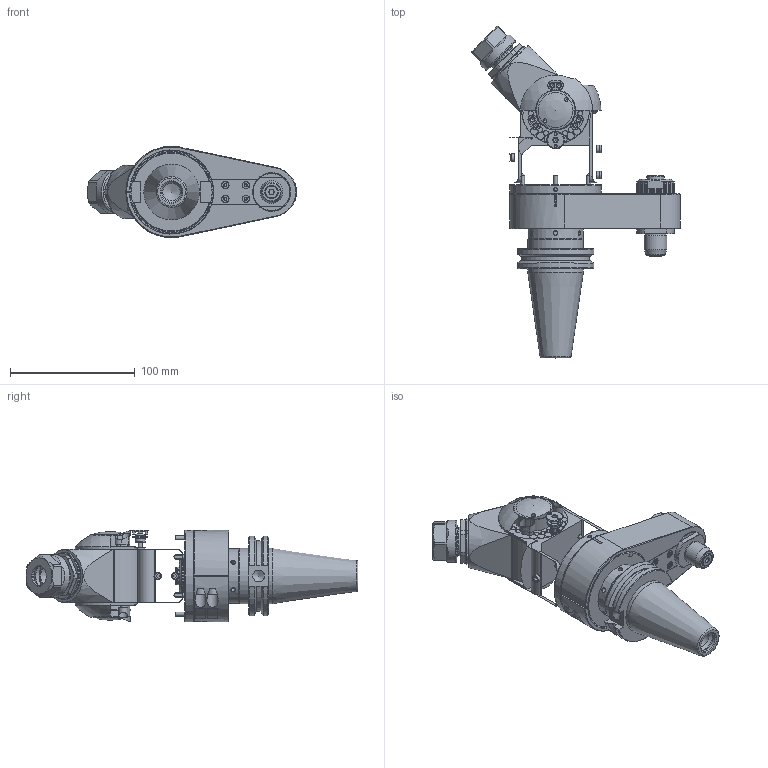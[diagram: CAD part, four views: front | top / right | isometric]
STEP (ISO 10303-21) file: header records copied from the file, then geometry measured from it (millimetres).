
FILE_DESCRIPTION(/* description */ (''),/* implementation_level */ '2;1');
FILE_NAME(/* name */ '9.GMU.13000-14C40.stp',/* time_stamp */ '2025-04-15T14:31:06-04:00',/* author */ ('jkrenzer'),/* organization */ (''),/* preprocessor_version */ 'ST-DEVELOPER v18.1',/* originating_system */ 'Autodesk Inventor 2022',/* authorisation */ '');
FILE_SCHEMA (('AUTOMOTIVE_DESIGN { 1 0 10303 214 3 1 1 }'));
Products named in the file (5): 9.GMU.13000-14C40; 9_GMU_13000; 9GMU13000_A; 9GMU13000_B; 9_ga0_448_1  (Classic, Type 1, Cat40, 80mm)
Assembly tree (4 placements, depth 3):
  9.GMU.13000-14C40
    9_GMU_13000
      9GMU13000_A
      9GMU13000_B
    9_ga0_448_1  (Classic, Type 1, Cat40, 80mm)
Bounding box: 167.28 x 265.73 x 73 mm (x, y, z)
Volume: 750974.2 mm3; surface area: 143283.5 mm2
Topology: 20 solids, 23 shells, 1061 faces, 2771 edges, 1770 vertices
Faces by surface type: plane 455, cylinder 313, cone 226, bspline 23, torus 22, sphere 22
Full cylindrical faces by diameter (mm): 2.1 x2, 2.5 x1, 3 x4, 3.3 x37, 4 x11, 4.2 x5, 5 x3, 5.5 x4, 5.8 x4, 6 x9, 7 x1, 7.1 x3, 8 x3, 8.5 x3, 9 x1, 9.2 x1, 10 x3, 11 x1, 12 x2, 12.8 x1, 13 x1, 13.5 x1, 14 x3, 15.2 x1, 16 x1, 16.28 x1, 17 x1, 18 x4, 19 x1, 23 x1
Entity records: 38475 total; most frequent: CARTESIAN_POINT 12240, DIRECTION 5575, ORIENTED_EDGE 5382, EDGE_CURVE 2691, AXIS2_PLACEMENT_3D 2141, VERTEX_POINT 1770, LINE 1293, VECTOR 1293
